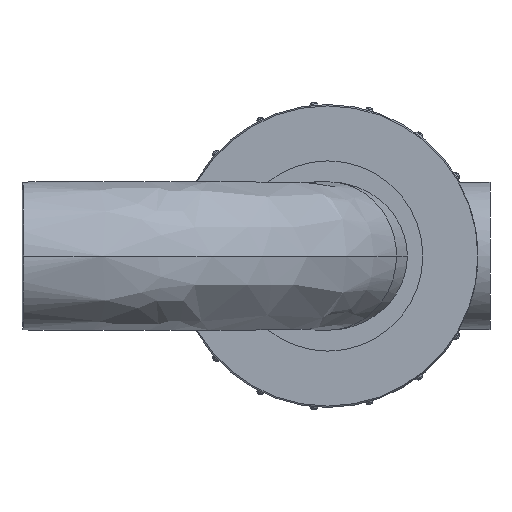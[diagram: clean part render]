
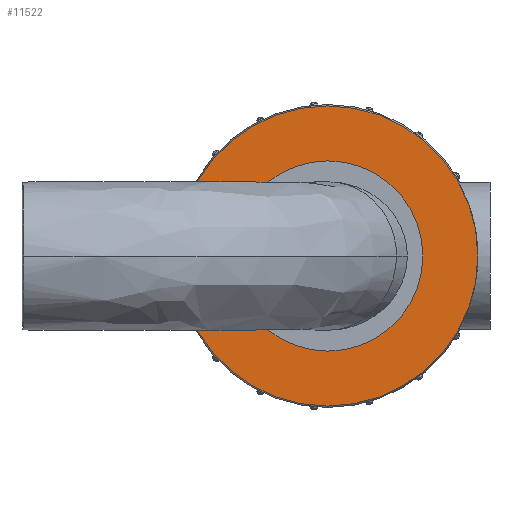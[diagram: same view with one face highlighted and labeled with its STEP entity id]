
A CAD part, front view. The second image highlights one B-rep face of the part: STEP entity #11522.
In plain terms, the highlighted planar face has unit normal (0, -1, 0).
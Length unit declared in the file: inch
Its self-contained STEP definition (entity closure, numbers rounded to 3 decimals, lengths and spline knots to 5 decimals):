
#181 = CARTESIAN_POINT ( 'NONE',  ( 0., -3.72984, 0. ) ) ;
#182 = DIRECTION ( 'NONE',  ( 0., 1., 0. ) ) ;
#183 = DIRECTION ( 'NONE',  ( 0., 0., 1. ) ) ;
#322 = CARTESIAN_POINT ( 'NONE',  ( 0., -3.72984, 0. ) ) ;
#323 = DIRECTION ( 'NONE',  ( 0., 1., 0. ) ) ;
#324 = DIRECTION ( 'NONE',  ( 0., 0., 1. ) ) ;
#1097 = VERTEX_POINT ( 'NONE', #10829 ) ;
#1102 = VERTEX_POINT ( 'NONE', #10846 ) ;
#1259 = CARTESIAN_POINT ( 'NONE',  ( 0., -3.72984, -0.141 ) ) ;
#3334 = CIRCLE ( 'NONE', #5498, 0.141 ) ;
#3752 = VERTEX_POINT ( 'NONE', #14214 ) ;
#4726 = CARTESIAN_POINT ( 'NONE',  ( 0., -3.72984, 0. ) ) ;
#4727 = DIRECTION ( 'NONE',  ( 0., 1., 0. ) ) ;
#4728 = DIRECTION ( 'NONE',  ( 0., 0., 1. ) ) ;
#5498 = AXIS2_PLACEMENT_3D ( 'NONE', #4726, #4727, #4728 ) ;
#6170 = ORIENTED_EDGE ( 'NONE', *, *, #11860, .F. ) ;
#6171 = ORIENTED_EDGE ( 'NONE', *, *, #9328, .F. ) ;
#6172 = ORIENTED_EDGE ( 'NONE', *, *, #11896, .T. ) ;
#6173 = ORIENTED_EDGE ( 'NONE', *, *, #12052, .T. ) ;
#8606 = AXIS2_PLACEMENT_3D ( 'NONE', #322, #323, #324 ) ;
#9029 = AXIS2_PLACEMENT_3D ( 'NONE', #181, #182, #183 ) ;
#9326 = AXIS2_PLACEMENT_3D ( 'NONE', #10330, #10329, #10328 ) ;
#9328 = EDGE_CURVE ( 'NONE', #1097, #1102, #10727, .T. ) ;
#9358 = AXIS2_PLACEMENT_3D ( 'NONE', #9632, #9627, #9626 ) ;
#9626 = DIRECTION ( 'NONE',  ( 0., 0., -1. ) ) ;
#9627 = DIRECTION ( 'NONE',  ( 0., -1., 0. ) ) ;
#9629 = PLANE ( 'NONE',  #9358 ) ;
#9632 = CARTESIAN_POINT ( 'NONE',  ( 0., -3.72984, 0. ) ) ;
#10328 = DIRECTION ( 'NONE',  ( 0., 0., 1. ) ) ;
#10329 = DIRECTION ( 'NONE',  ( 0., 1., 0. ) ) ;
#10330 = CARTESIAN_POINT ( 'NONE',  ( 0., -3.72984, 0. ) ) ;
#10727 = CIRCLE ( 'NONE', #9326, 0.2225 ) ;
#10829 = CARTESIAN_POINT ( 'NONE',  ( 0., -3.72984, 0.2225 ) ) ;
#10846 = CARTESIAN_POINT ( 'NONE',  ( 0., -3.72984, -0.2225 ) ) ;
#11522 = ADVANCED_FACE ( 'NONE', ( #15283, #15276 ), #9629, .T. ) ;
#11860 = EDGE_CURVE ( 'NONE', #1102, #1097, #15673, .T. ) ;
#11896 = EDGE_CURVE ( 'NONE', #12880, #3752, #15705, .T. ) ;
#12052 = EDGE_CURVE ( 'NONE', #3752, #12880, #3334, .T. ) ;
#12880 = VERTEX_POINT ( 'NONE', #1259 ) ;
#14214 = CARTESIAN_POINT ( 'NONE',  ( 0., -3.72984, 0.141 ) ) ;
#15019 = EDGE_LOOP ( 'NONE', ( #6171, #6170 ) ) ;
#15075 = EDGE_LOOP ( 'NONE', ( #6173, #6172 ) ) ;
#15276 = FACE_OUTER_BOUND ( 'NONE', #15019, .T. ) ;
#15283 = FACE_BOUND ( 'NONE', #15075, .T. ) ;
#15673 = CIRCLE ( 'NONE', #9029, 0.2225 ) ;
#15705 = CIRCLE ( 'NONE', #8606, 0.141 ) ;
